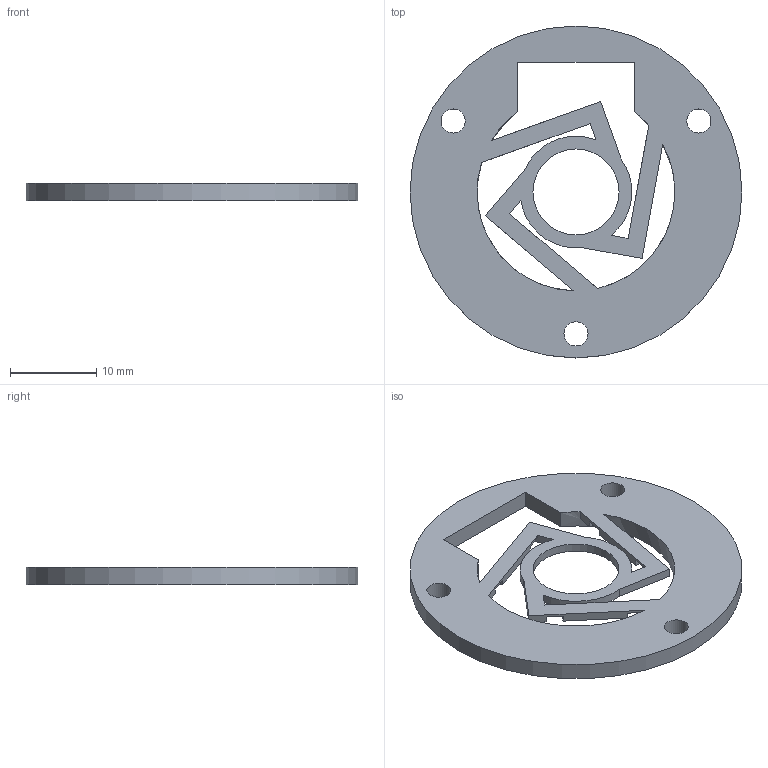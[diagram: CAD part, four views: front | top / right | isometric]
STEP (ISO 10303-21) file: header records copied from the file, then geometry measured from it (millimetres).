
FILE_DESCRIPTION(/* description */ (''),/* implementation_level */ '2;1');
FILE_NAME(/* name */ '50_ETL_Spring_v0.ipt.step',/* time_stamp */ '2022-11-29T08:28:39+01:00',/* author */ ('diederichbenedict'),/* organization */ (''),/* preprocessor_version */ 'ST-DEVELOPER v18.1',/* originating_system */ 'Autodesk Inventor 2022',/* authorisation */ '');
FILE_SCHEMA (('AUTOMOTIVE_DESIGN { 1 0 10303 214 3 1 1 }'));
Length unit declared in the file: millimetre
Products named in the file (1): 50_ETL_Spring_v0
Bounding box: 38.6 x 38.6 x 2 mm (x, y, z)
Volume: 1500.3 mm3; surface area: 2299.4 mm2
Topology: 1 solids, 1 shells, 48 faces, 141 edges, 93 vertices
Faces by surface type: plane 39, cylinder 9
Full cylindrical faces by diameter (mm): 2.8 x3, 10 x1, 38.6 x1
Entity records: 1654 total; most frequent: CARTESIAN_POINT 283, ORIENTED_EDGE 282, DIRECTION 263, EDGE_CURVE 141, LINE 117, VECTOR 117, VERTEX_POINT 93, AXIS2_PLACEMENT_3D 73
